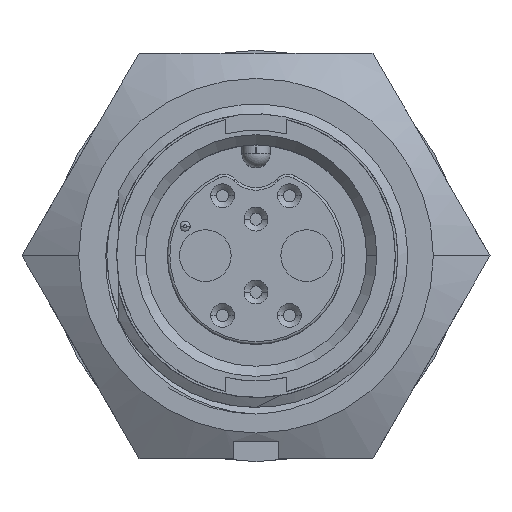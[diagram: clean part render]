
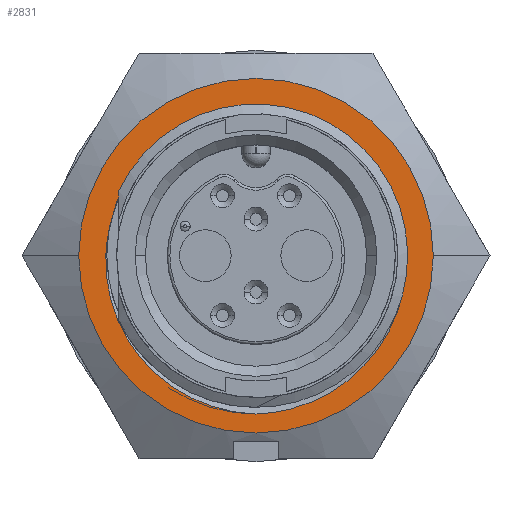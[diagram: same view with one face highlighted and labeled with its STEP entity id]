
A CAD part, top view. The second image highlights one B-rep face of the part: STEP entity #2831.
In plain terms, the highlighted planar face has unit normal (0, 0, 1).
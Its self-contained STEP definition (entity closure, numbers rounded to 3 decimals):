
#149 = CARTESIAN_POINT ( 'NONE',  ( 4.27, -6.536, -5.791 ) ) ;
#211 = DIRECTION ( 'NONE',  ( 0., 0., 1. ) ) ;
#243 = CARTESIAN_POINT ( 'NONE',  ( 7.534, 0.057, -5.791 ) ) ;
#497 = VERTEX_POINT ( 'NONE', #6881 ) ;
#568 = ORIENTED_EDGE ( 'NONE', *, *, #9750, .T. ) ;
#606 = PLANE ( 'NONE',  #1159 ) ;
#791 = VERTEX_POINT ( 'NONE', #8270 ) ;
#942 = B_SPLINE_CURVE_WITH_KNOTS ( 'NONE', 3,
 ( #17162, #18368, #9202, #4692, #243, #7798, #13927, #2970, #5993, #12510, #1364, #18268, #9109, #149, #12217, #15254, #13826, #6091, #9299, #18559 ),
 .UNSPECIFIED., .F., .F.,
 ( 4, 2, 2, 2, 2, 2, 2, 2, 2, 4 ),
 ( 0., 0.001, 0.002, 0.003, 0.005, 0.007, 0.009, 0.01, 0.012, 0.014 ),
 .UNSPECIFIED. ) ;
#1159 = AXIS2_PLACEMENT_3D ( 'NONE', #17323, #2218, #12476 ) ;
#1314 = CARTESIAN_POINT ( 'NONE',  ( -7.537, -0.781, -5.791 ) ) ;
#1364 = CARTESIAN_POINT ( 'NONE',  ( 6.251, -4.521, -5.791 ) ) ;
#1408 = CARTESIAN_POINT ( 'NONE',  ( -2.774, -7.36, -5.791 ) ) ;
#1920 = DIRECTION ( 'NONE',  ( 0., 0., -1. ) ) ;
#2218 = DIRECTION ( 'NONE',  ( 0., 0., -1. ) ) ;
#2454 = CIRCLE ( 'NONE', #12717, 8.89 ) ;
#2772 = EDGE_CURVE ( 'NONE', #13176, #791, #4071, .T. ) ;
#2831 = ADVANCED_FACE ( 'NONE', ( #6742, #9764 ), #606, .F. ) ;
#2883 = ORIENTED_EDGE ( 'NONE', *, *, #2772, .F. ) ;
#2964 = EDGE_CURVE ( 'NONE', #3196, #497, #2454, .T. ) ;
#2970 = CARTESIAN_POINT ( 'NONE',  ( 7.225, -2.475, -5.791 ) ) ;
#3196 = VERTEX_POINT ( 'NONE', #11220 ) ;
#3856 = ORIENTED_EDGE ( 'NONE', *, *, #12292, .T. ) ;
#4071 = CIRCLE ( 'NONE', #19803, 7.48 ) ;
#4134 = CARTESIAN_POINT ( 'NONE',  ( -0.286, -7.929, -5.791 ) ) ;
#4181 = ORIENTED_EDGE ( 'NONE', *, *, #15506, .F. ) ;
#4233 = VERTEX_POINT ( 'NONE', #13706 ) ;
#4237 = CARTESIAN_POINT ( 'NONE',  ( -5.145, -5.822, -5.791 ) ) ;
#4354 = ORIENTED_EDGE ( 'NONE', *, *, #2964, .F. ) ;
#4560 = DIRECTION ( 'NONE',  ( -1., 0., 0. ) ) ;
#4591 = CARTESIAN_POINT ( 'NONE',  ( 0., 0., -5.791 ) ) ;
#4692 = CARTESIAN_POINT ( 'NONE',  ( 7.517, 0.343, -5.791 ) ) ;
#5343 = DIRECTION ( 'NONE',  ( 1., 0., 0. ) ) ;
#5739 = CARTESIAN_POINT ( 'NONE',  ( -4.269, -6.536, -5.791 ) ) ;
#5993 = CARTESIAN_POINT ( 'NONE',  ( 7.04, -3.009, -5.791 ) ) ;
#6032 = CARTESIAN_POINT ( 'NONE',  ( -7.334, 1.47, -5.791 ) ) ;
#6091 = CARTESIAN_POINT ( 'NONE',  ( 1.142, -7.839, -5.791 ) ) ;
#6742 = FACE_BOUND ( 'NONE', #14156, .T. ) ;
#6881 = CARTESIAN_POINT ( 'NONE',  ( -8.89, 0., -5.791 ) ) ;
#7544 = CARTESIAN_POINT ( 'NONE',  ( -6.557, -4.028, -5.791 ) ) ;
#7798 = CARTESIAN_POINT ( 'NONE',  ( 7.536, -0.794, -5.791 ) ) ;
#7811 = EDGE_LOOP ( 'NONE', ( #4354, #4181 ) ) ;
#7966 = B_SPLINE_CURVE_WITH_KNOTS ( 'NONE', 3,
 ( #16309, #4134, #14794, #10468, #15194, #19618, #1408, #19523, #5739, #4237, #14997, #13475, #7544, #16509, #10267, #10370, #1314, #13675, #16414, #6032 ),
 .UNSPECIFIED., .F., .F.,
 ( 4, 2, 2, 2, 2, 2, 2, 2, 2, 4 ),
 ( 0., 0.001, 0.002, 0.003, 0.005, 0.007, 0.009, 0.01, 0.012, 0.014 ),
 .UNSPECIFIED. ) ;
#8270 = CARTESIAN_POINT ( 'NONE',  ( -7.334, 1.47, -5.791 ) ) ;
#9109 = CARTESIAN_POINT ( 'NONE',  ( 5.156, -5.813, -5.791 ) ) ;
#9202 = CARTESIAN_POINT ( 'NONE',  ( 7.45, 0.91, -5.791 ) ) ;
#9299 = CARTESIAN_POINT ( 'NONE',  ( 0.572, -7.92, -5.791 ) ) ;
#9750 = EDGE_CURVE ( 'NONE', #4233, #791, #7966, .T. ) ;
#9764 = FACE_OUTER_BOUND ( 'NONE', #7811, .T. ) ;
#9866 = CARTESIAN_POINT ( 'NONE',  ( 0., 0., -5.791 ) ) ;
#10267 = CARTESIAN_POINT ( 'NONE',  ( -7.23, -2.457, -5.791 ) ) ;
#10370 = CARTESIAN_POINT ( 'NONE',  ( -7.475, -1.355, -5.791 ) ) ;
#10468 = CARTESIAN_POINT ( 'NONE',  ( -1.136, -7.824, -5.791 ) ) ;
#11103 = DIRECTION ( 'NONE',  ( 0., 0., -1. ) ) ;
#11220 = CARTESIAN_POINT ( 'NONE',  ( 8.89, 0., -5.791 ) ) ;
#11873 = CARTESIAN_POINT ( 'NONE',  ( 7.334, 1.47, -5.791 ) ) ;
#12217 = CARTESIAN_POINT ( 'NONE',  ( 3.795, -6.844, -5.791 ) ) ;
#12292 = EDGE_CURVE ( 'NONE', #13176, #4233, #942, .T. ) ;
#12476 = DIRECTION ( 'NONE',  ( 1., 0., 0. ) ) ;
#12510 = CARTESIAN_POINT ( 'NONE',  ( 6.555, -4.03, -5.791 ) ) ;
#12717 = AXIS2_PLACEMENT_3D ( 'NONE', #9866, #1920, #5343 ) ;
#13176 = VERTEX_POINT ( 'NONE', #11873 ) ;
#13466 = CIRCLE ( 'NONE', #15084, 8.89 ) ;
#13475 = CARTESIAN_POINT ( 'NONE',  ( -6.255, -4.516, -5.791 ) ) ;
#13675 = CARTESIAN_POINT ( 'NONE',  ( -7.532, 0.351, -5.791 ) ) ;
#13706 = CARTESIAN_POINT ( 'NONE',  ( 0., -7.938, -5.791 ) ) ;
#13826 = CARTESIAN_POINT ( 'NONE',  ( 2.248, -7.557, -5.791 ) ) ;
#13927 = CARTESIAN_POINT ( 'NONE',  ( 7.475, -1.358, -5.791 ) ) ;
#14156 = EDGE_LOOP ( 'NONE', ( #3856, #568, #2883 ) ) ;
#14794 = CARTESIAN_POINT ( 'NONE',  ( -0.57, -7.904, -5.791 ) ) ;
#14997 = CARTESIAN_POINT ( 'NONE',  ( -5.55, -5.413, -5.791 ) ) ;
#15084 = AXIS2_PLACEMENT_3D ( 'NONE', #4591, #11103, #19870 ) ;
#15194 = CARTESIAN_POINT ( 'NONE',  ( -1.417, -7.769, -5.791 ) ) ;
#15254 = CARTESIAN_POINT ( 'NONE',  ( 2.787, -7.354, -5.791 ) ) ;
#15506 = EDGE_CURVE ( 'NONE', #497, #3196, #13466, .T. ) ;
#16309 = CARTESIAN_POINT ( 'NONE',  ( 0., -7.938, -5.791 ) ) ;
#16414 = CARTESIAN_POINT ( 'NONE',  ( -7.466, 0.913, -5.791 ) ) ;
#16509 = CARTESIAN_POINT ( 'NONE',  ( -7.047, -2.994, -5.791 ) ) ;
#17162 = CARTESIAN_POINT ( 'NONE',  ( 7.334, 1.47, -5.791 ) ) ;
#17323 = CARTESIAN_POINT ( 'NONE',  ( 5.866, 10.16, -5.791 ) ) ;
#18268 = CARTESIAN_POINT ( 'NONE',  ( 5.552, -5.41, -5.791 ) ) ;
#18337 = CARTESIAN_POINT ( 'NONE',  ( 0., 0., -5.791 ) ) ;
#18368 = CARTESIAN_POINT ( 'NONE',  ( 7.4, 1.192, -5.791 ) ) ;
#18559 = CARTESIAN_POINT ( 'NONE',  ( 0., -7.938, -5.791 ) ) ;
#19523 = CARTESIAN_POINT ( 'NONE',  ( -3.795, -6.845, -5.791 ) ) ;
#19618 = CARTESIAN_POINT ( 'NONE',  ( -2.242, -7.558, -5.791 ) ) ;
#19803 = AXIS2_PLACEMENT_3D ( 'NONE', #18337, #211, #4560 ) ;
#19870 = DIRECTION ( 'NONE',  ( 1., 0., 0. ) ) ;
